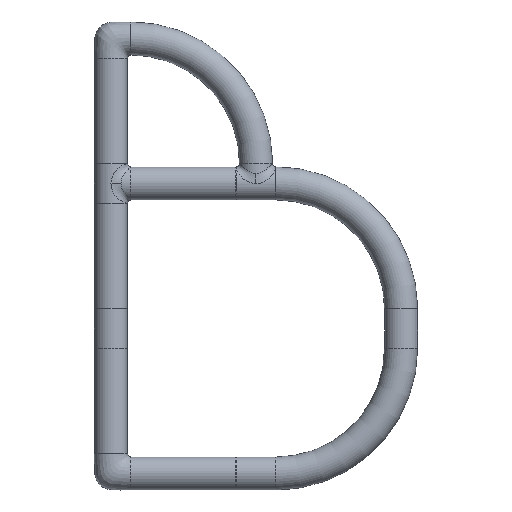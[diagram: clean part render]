
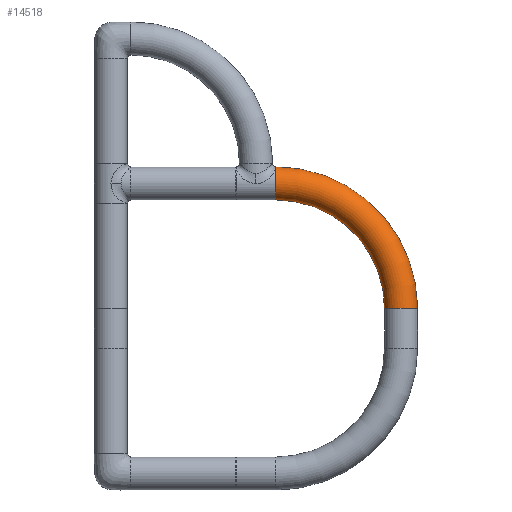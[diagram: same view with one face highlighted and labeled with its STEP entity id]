
A CAD part, top view. The second image highlights one B-rep face of the part: STEP entity #14518.
In plain terms, the highlighted toroidal (fillet/blend) face has major radius 94.8 mm and minor radius 12.5 mm.
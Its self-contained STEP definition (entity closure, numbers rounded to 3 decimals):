
#2409=TOROIDAL_SURFACE('',#53725,94.8,12.5);
#3428=FACE_OUTER_BOUND('',#19213,.T.);
#14518=ADVANCED_FACE('',(#3428),#2409,.T.);
#19213=EDGE_LOOP('',(#26362,#26363,#26364,#26365));
#26362=ORIENTED_EDGE('',*,*,#44185,.F.);
#26363=ORIENTED_EDGE('',*,*,#44187,.T.);
#26364=ORIENTED_EDGE('',*,*,#44183,.T.);
#26365=ORIENTED_EDGE('',*,*,#44188,.T.);
#38367=VERTEX_POINT('',#101977);
#38368=VERTEX_POINT('',#101979);
#38369=VERTEX_POINT('',#101983);
#38370=VERTEX_POINT('',#101985);
#44183=EDGE_CURVE('',#38367,#38368,#50251,.T.);
#44185=EDGE_CURVE('',#38369,#38370,#50252,.T.);
#44187=EDGE_CURVE('',#38369,#38367,#50253,.T.);
#44188=EDGE_CURVE('',#38368,#38370,#50254,.T.);
#50251=CIRCLE('',#53719,12.5);
#50252=CIRCLE('',#53721,12.5);
#50253=CIRCLE('',#53723,82.3);
#50254=CIRCLE('',#53724,107.3);
#53719=AXIS2_PLACEMENT_3D('',#101980,#62116,#62117);
#53721=AXIS2_PLACEMENT_3D('',#101984,#62121,#62122);
#53723=AXIS2_PLACEMENT_3D('',#101988,#62126,#62127);
#53724=AXIS2_PLACEMENT_3D('',#101989,#62128,#62129);
#53725=AXIS2_PLACEMENT_3D('',#101990,#62130,#62131);
#62116=DIRECTION('',(0.,1.,0.));
#62117=DIRECTION('',(-1.,0.,0.));
#62121=DIRECTION('',(-1.,0.,0.));
#62122=DIRECTION('',(0.,-1.,0.));
#62126=DIRECTION('',(0.,0.,-1.));
#62127=DIRECTION('',(-1.,0.,0.));
#62128=DIRECTION('',(0.,0.,1.));
#62129=DIRECTION('',(-1.,0.,0.));
#62130=DIRECTION('',(0.,0.,-1.));
#62131=DIRECTION('',(-1.,0.,0.));
#101977=CARTESIAN_POINT('',(207.325,125.075,0.));
#101979=CARTESIAN_POINT('',(232.325,125.075,0.));
#101980=CARTESIAN_POINT('',(219.825,125.075,0.));
#101983=CARTESIAN_POINT('',(125.05,207.35,0.));
#101984=CARTESIAN_POINT('',(125.05,219.85,0.));
#101985=CARTESIAN_POINT('',(125.05,232.35,0.));
#101988=CARTESIAN_POINT('',(125.025,125.05,0.));
#101989=CARTESIAN_POINT('',(125.025,125.05,0.));
#101990=CARTESIAN_POINT('',(125.025,125.05,0.));
